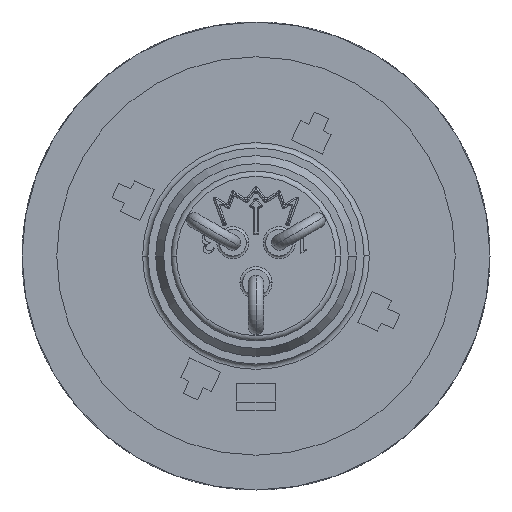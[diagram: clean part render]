
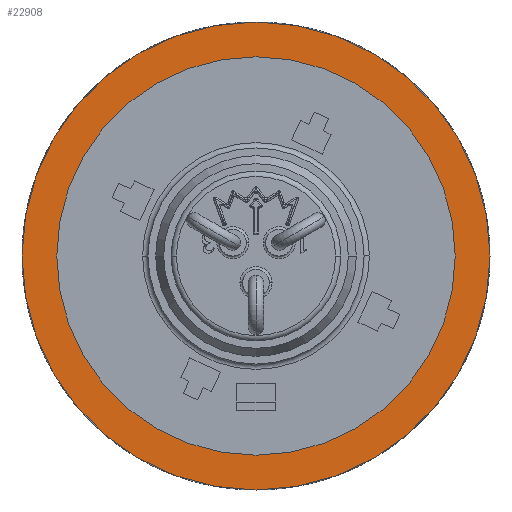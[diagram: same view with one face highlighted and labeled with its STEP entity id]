
A CAD part, front view. The second image highlights one B-rep face of the part: STEP entity #22908.
In plain terms, the highlighted planar face has unit normal (0, -1, 0).
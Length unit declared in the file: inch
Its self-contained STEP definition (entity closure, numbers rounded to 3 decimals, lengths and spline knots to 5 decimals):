
#5454=CARTESIAN_POINT('',(0.,0.,0.));
#5455=DIRECTION('',(0.,1.,0.));
#5456=DIRECTION('',(1.,0.,0.));
#5457=AXIS2_PLACEMENT_3D('',#5454,#5455,#5456);
#5459=CARTESIAN_POINT('',(0.,0.,0.));
#5460=DIRECTION('',(0.,1.,0.));
#5461=DIRECTION('',(-1.,0.,0.));
#5462=AXIS2_PLACEMENT_3D('',#5459,#5460,#5461);
#5464=CARTESIAN_POINT('',(0.,0.,0.));
#5465=DIRECTION('',(0.,-1.,0.));
#5466=DIRECTION('',(1.,0.,0.));
#5467=AXIS2_PLACEMENT_3D('',#5464,#5465,#5466);
#5469=CARTESIAN_POINT('',(0.,0.,0.));
#5470=DIRECTION('',(0.,-1.,0.));
#5471=DIRECTION('',(-1.,0.,0.));
#5472=AXIS2_PLACEMENT_3D('',#5469,#5470,#5471);
#10934=CARTESIAN_POINT('',(0.4375,0.,0.));
#10935=CARTESIAN_POINT('',(-0.4375,0.,0.));
#10936=VERTEX_POINT('',#10934);
#10937=VERTEX_POINT('',#10935);
#11330=CARTESIAN_POINT('',(0.3725,0.,0.));
#11331=CARTESIAN_POINT('',(-0.3725,0.,0.));
#11332=VERTEX_POINT('',#11330);
#11333=VERTEX_POINT('',#11331);
#22893=CARTESIAN_POINT('',(0.,0.,0.));
#22894=DIRECTION('',(0.,1.,0.));
#22895=DIRECTION('',(1.,0.,0.));
#22896=AXIS2_PLACEMENT_3D('',#22893,#22894,#22895);
#22897=PLANE('',#22896);
#22898=ORIENTED_EDGE('',*,*,#14554,.T.);
#22899=ORIENTED_EDGE('',*,*,#14126,.T.);
#22900=EDGE_LOOP('',(#22898,#22899));
#22901=FACE_OUTER_BOUND('',#22900,.F.);
#22903=ORIENTED_EDGE('',*,*,#22902,.T.);
#22905=ORIENTED_EDGE('',*,*,#22904,.T.);
#22906=EDGE_LOOP('',(#22903,#22905));
#22907=FACE_BOUND('',#22906,.F.);
#5458=CIRCLE('',#5457,0.4375);
#5463=CIRCLE('',#5462,0.4375);
#5468=CIRCLE('',#5467,0.3725);
#5473=CIRCLE('',#5472,0.3725);
#14126=EDGE_CURVE('',#10937,#10936,#5463,.T.);
#14554=EDGE_CURVE('',#10936,#10937,#5458,.T.);
#22902=EDGE_CURVE('',#11332,#11333,#5468,.T.);
#22904=EDGE_CURVE('',#11333,#11332,#5473,.T.);
#22908=ADVANCED_FACE('',(#22901,#22907),#22897,.F.);
